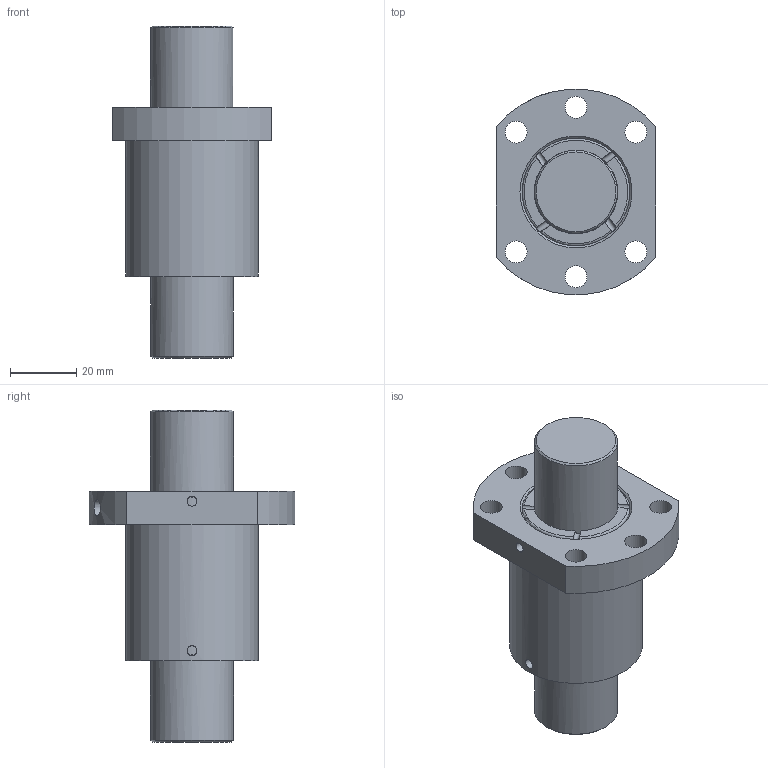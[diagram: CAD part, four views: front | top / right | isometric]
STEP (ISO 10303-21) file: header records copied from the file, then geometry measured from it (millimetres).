
FILE_DESCRIPTION(/* description */ ('STEP AP214'),/* implementation_level */ '2;1');
FILE_NAME(/* name */ 'SFNUR2505-4(100N1N100-1)',/* time_stamp */ '2025-09-08T11:03:15+02:00',/* author */ ('License CC BY-ND 4.0'),/* organization */ ('CADENAS'),/* preprocessor_version */ 'ST-DEVELOPER v19.3',/* originating_system */ 'PARTsolutions',/* authorisation */ ' ');
FILE_SCHEMA (('AUTOMOTIVE_DESIGN {1 0 10303 214 3 1 1}'));
Length unit declared in the file: millimetre
Products named in the file (1): SFNUR2505-4(100N1N100-1)
Bounding box: 48 x 61.8 x 100 mm (x, y, z)
Volume: 99201.2 mm3; surface area: 18311.1 mm2
Topology: 1 solids, 1 shells, 74 faces, 190 edges, 117 vertices
Faces by surface type: cylinder 39, plane 23, torus 8, cone 4
Full cylindrical faces by diameter (mm): 3 x4, 4.917 x1, 6.6 x6, 25 x2, 25.2 x2, 40 x1
Entity records: 2250 total; most frequent: CARTESIAN_POINT 575, DIRECTION 338, ORIENTED_EDGE 316, EDGE_CURVE 158, AXIS2_PLACEMENT_3D 149, EDGE_LOOP 114, FACE_BOUND 114, VERTEX_POINT 106
